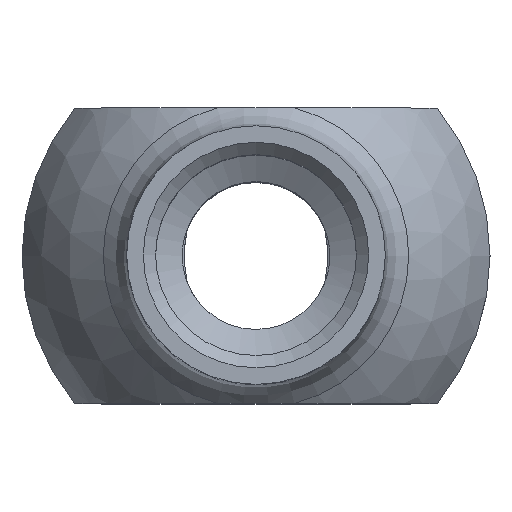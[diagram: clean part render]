
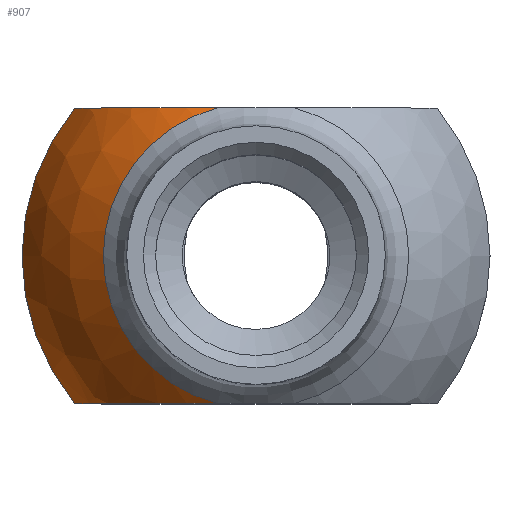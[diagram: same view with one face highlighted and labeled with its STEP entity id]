
A CAD part, top view. The second image highlights one B-rep face of the part: STEP entity #907.
In plain terms, the highlighted spherical face has radius 10 mm.
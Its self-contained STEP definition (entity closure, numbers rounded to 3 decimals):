
#833=CARTESIAN_POINT('',(-17.06,4.807,7.846));
#834=VERTEX_POINT('',#833);
#853=CARTESIAN_POINT('',(-17.06,16.807,7.846));
#854=VERTEX_POINT('',#853);
#864=CARTESIAN_POINT('',(-15.498,10.807,7.846));
#865=DIRECTION('',(0.0,0.0,1.0));
#866=DIRECTION('',(-1.0,0.0,0.0));
#867=AXIS2_PLACEMENT_3D('',#864,#865,#866);
#868=CIRCLE('',#867,6.2);
#869=EDGE_CURVE('',#854,#834,#868,.T.);
#874=CARTESIAN_POINT('',(-15.498,10.807,0.0));
#875=DIRECTION('',(0.0,0.0,1.0));
#876=DIRECTION('',(1.0,0.0,0.0));
#877=AXIS2_PLACEMENT_3D('',#874,#875,#876);
#878=SPHERICAL_SURFACE('',#877,10.0);
#879=ORIENTED_EDGE('',*,*,#869,.F.);
#880=CARTESIAN_POINT('',(-22.863,16.807,3.122));
#881=VERTEX_POINT('',#880);
#882=CARTESIAN_POINT('',(-15.498,16.807,0.0));
#883=DIRECTION('',(0.0,-1.0,0.0));
#884=DIRECTION('',(0.0,0.0,1.0));
#885=AXIS2_PLACEMENT_3D('',#882,#883,#884);
#886=CIRCLE('',#885,8.);
#887=EDGE_CURVE('',#854,#881,#886,.T.);
#888=ORIENTED_EDGE('',*,*,#887,.T.);
#889=CARTESIAN_POINT('',(-22.863,4.807,3.122));
#890=VERTEX_POINT('',#889);
#891=CARTESIAN_POINT('',(-15.498,10.807,3.122));
#892=DIRECTION('',(0.0,0.0,-1.0));
#893=DIRECTION('',(-1.0,0.0,0.0));
#894=AXIS2_PLACEMENT_3D('',#891,#892,#893);
#895=CIRCLE('',#894,9.5);
#896=EDGE_CURVE('',#890,#881,#895,.T.);
#897=ORIENTED_EDGE('',*,*,#896,.F.);
#898=CARTESIAN_POINT('',(-15.498,4.807,0.0));
#899=DIRECTION('',(0.0,1.0,0.0));
#900=DIRECTION('',(0.0,0.0,-1.0));
#901=AXIS2_PLACEMENT_3D('',#898,#899,#900);
#902=CIRCLE('',#901,8.);
#903=EDGE_CURVE('',#890,#834,#902,.T.);
#904=ORIENTED_EDGE('',*,*,#903,.T.);
#905=EDGE_LOOP('',(#879,#888,#897,#904));
#906=FACE_OUTER_BOUND('',#905,.T.);
#907=ADVANCED_FACE('',(#906),#878,.T.);
